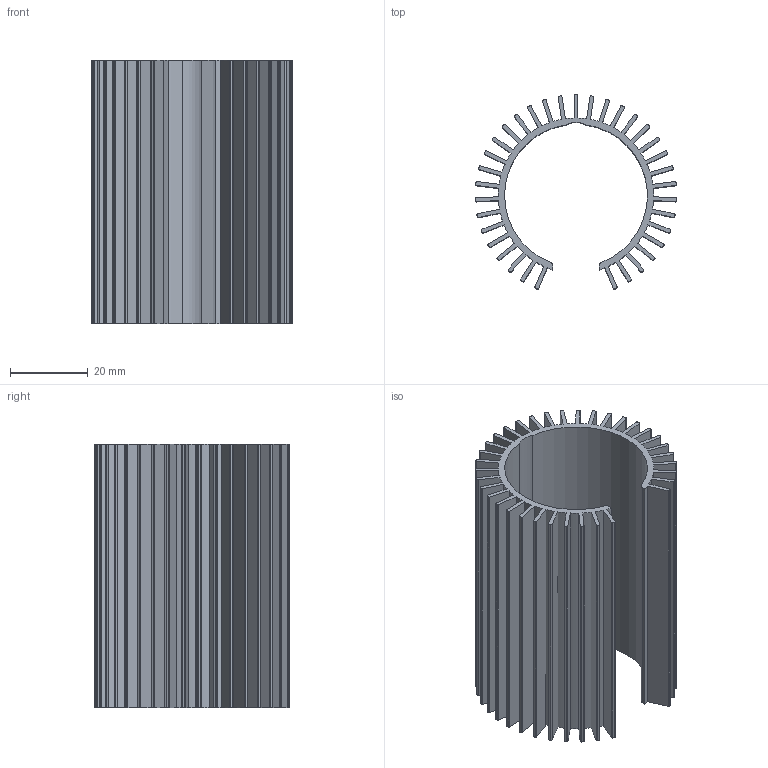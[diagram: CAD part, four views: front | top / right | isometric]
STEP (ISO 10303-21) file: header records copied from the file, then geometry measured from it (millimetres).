
FILE_DESCRIPTION (( 'STEP AP214' ), '1' );
FILE_NAME ('0180-0416_PC01-37x68.STEP', '2013-06-07T06:49:50', ( '' ), ( '' ), 'SwSTEP 2.0', 'SolidWorks 2010', '' );
FILE_SCHEMA (( 'AUTOMOTIVE_DESIGN' ));
Length unit declared in the file: millimetre
Products named in the file (1): 0180-0416_PC01-37x68
Bounding box: 51.97 x 50.03 x 68 mm (x, y, z)
Volume: 25885.8 mm3; surface area: 43794.1 mm2
Topology: 1 solids, 1 shells, 239 faces, 711 edges, 474 vertices
Faces by surface type: cylinder 165, plane 74
Entity records: 8209 total; most frequent: DIRECTION 1521, CARTESIAN_POINT 1425, ORIENTED_EDGE 1422, EDGE_CURVE 711, AXIS2_PLACEMENT_3D 570, VERTEX_POINT 474, LINE 381, VECTOR 381
